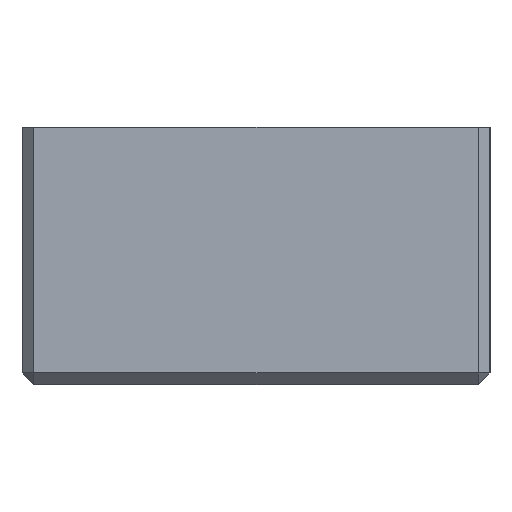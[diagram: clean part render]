
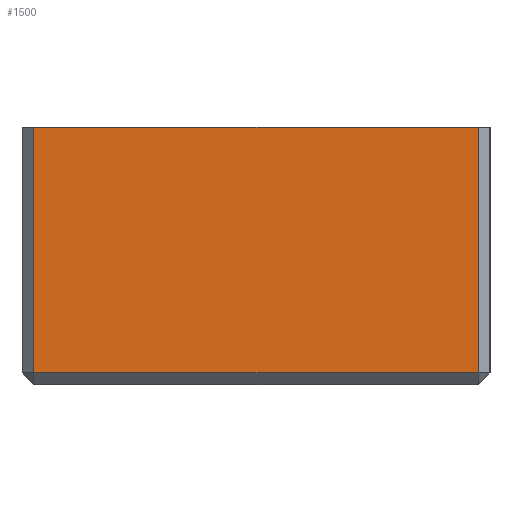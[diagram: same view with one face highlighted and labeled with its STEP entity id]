
A CAD part, left-side view. The second image highlights one B-rep face of the part: STEP entity #1500.
In plain terms, the highlighted planar face has unit normal (-1, 0, 0).
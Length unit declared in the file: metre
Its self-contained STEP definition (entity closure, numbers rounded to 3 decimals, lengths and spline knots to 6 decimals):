
#216=ORIENTED_EDGE('',*,*,#584,.F.);
#217=ORIENTED_EDGE('',*,*,#602,.T.);
#218=ORIENTED_EDGE('',*,*,#603,.T.);
#219=ORIENTED_EDGE('',*,*,#604,.T.);
#584=EDGE_CURVE('',#776,#777,#924,.T.);
#602=EDGE_CURVE('',#776,#790,#942,.T.);
#603=EDGE_CURVE('',#790,#791,#943,.T.);
#604=EDGE_CURVE('',#791,#777,#944,.T.);
#776=VERTEX_POINT('',#2301);
#777=VERTEX_POINT('',#2303);
#790=VERTEX_POINT('',#2338);
#791=VERTEX_POINT('',#2340);
#924=LINE('',#2302,#1110);
#942=LINE('',#2337,#1128);
#943=LINE('',#2339,#1129);
#944=LINE('',#2341,#1130);
#1110=VECTOR('',#1847,1.);
#1128=VECTOR('',#1873,1.);
#1129=VECTOR('',#1874,1.);
#1130=VECTOR('',#1875,1.);
#1239=EDGE_LOOP('',(#216,#217,#218,#219));
#1335=FACE_BOUND('',#1239,.T.);
#1428=PLANE('',#1613);
#1500=ADVANCED_FACE('',(#1335),#1428,.T.);
#1613=AXIS2_PLACEMENT_3D('',#2336,#1871,#1872);
#1847=DIRECTION('',(0.,-1.,0.));
#1871=DIRECTION('',(-1.,0.,0.));
#1872=DIRECTION('',(0.,0.,-1.));
#1873=DIRECTION('',(0.,0.,-1.));
#1874=DIRECTION('',(0.,-1.,0.));
#1875=DIRECTION('',(0.,0.,1.));
#2301=CARTESIAN_POINT('',(-0.02,0.0295,0.));
#2302=CARTESIAN_POINT('',(-0.02,0.02,0.));
#2303=CARTESIAN_POINT('',(-0.02,0.0105,0.));
#2336=CARTESIAN_POINT('',(-0.02,0.02,-0.007));
#2337=CARTESIAN_POINT('',(-0.02,0.0295,-0.007));
#2338=CARTESIAN_POINT('',(-0.02,0.0295,-0.0105));
#2339=CARTESIAN_POINT('',(-0.02,0.02,-0.0105));
#2340=CARTESIAN_POINT('',(-0.02,0.0105,-0.0105));
#2341=CARTESIAN_POINT('',(-0.02,0.0105,0.));
